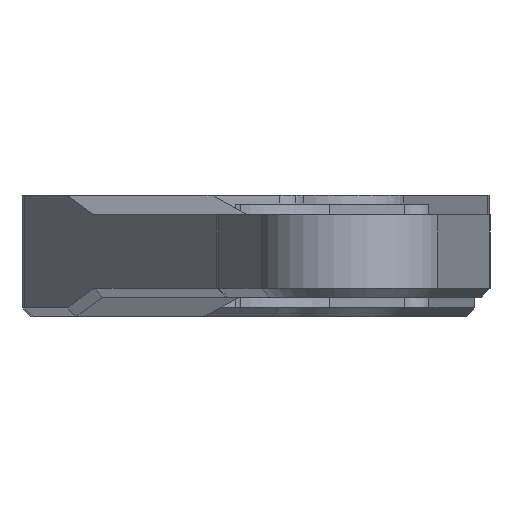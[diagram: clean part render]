
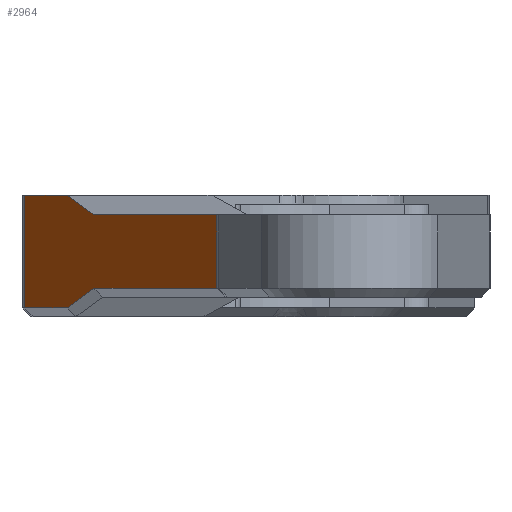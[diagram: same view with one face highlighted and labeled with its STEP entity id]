
A CAD part, left-side view. The second image highlights one B-rep face of the part: STEP entity #2964.
In plain terms, the highlighted planar face has unit normal (-0.242, 0.97, 0).
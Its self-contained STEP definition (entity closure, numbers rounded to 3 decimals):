
#37 = DIRECTION ( 'NONE',  ( 0., 0., 1. ) ) ;
#44 = VERTEX_POINT ( 'NONE', #917 ) ;
#111 = DIRECTION ( 'NONE',  ( 0., 0., 1. ) ) ;
#121 = DIRECTION ( 'NONE',  ( -0.956, -0.238, 0.174 ) ) ;
#172 = CARTESIAN_POINT ( 'NONE',  ( -2.335, 106.875, -21.53 ) ) ;
#207 = VECTOR ( 'NONE', #1904, 1000. ) ;
#275 = VECTOR ( 'NONE', #2429, 1000. ) ;
#451 = CARTESIAN_POINT ( 'NONE',  ( -148.847, 70.377, -4.5 ) ) ;
#552 = CARTESIAN_POINT ( 'NONE',  ( -148.338, 70.504, -30.97 ) ) ;
#562 = CARTESIAN_POINT ( 'NONE',  ( 22.262, 113.003, -26. ) ) ;
#586 = LINE ( 'NONE', #552, #3163 ) ;
#602 = CARTESIAN_POINT ( 'NONE',  ( -148.847, 70.377, -4.5 ) ) ;
#603 = AXIS2_PLACEMENT_3D ( 'NONE', #2986, #1322, #3653 ) ;
#630 = LINE ( 'NONE', #3578, #207 ) ;
#797 = CARTESIAN_POINT ( 'NONE',  ( -148.847, 70.377, -28. ) ) ;
#801 = CARTESIAN_POINT ( 'NONE',  ( -148.847, 70.377, 0. ) ) ;
#874 = LINE ( 'NONE', #2542, #4261 ) ;
#917 = CARTESIAN_POINT ( 'NONE',  ( 61.681, 122.822, 0. ) ) ;
#935 = VECTOR ( 'NONE', #121, 1000. ) ;
#1013 = ORIENTED_EDGE ( 'NONE', *, *, #3777, .T. ) ;
#1069 = DIRECTION ( 'NONE',  ( -0.97, -0.242, 0. ) ) ;
#1078 = CARTESIAN_POINT ( 'NONE',  ( -148.847, 70.377, -21.5 ) ) ;
#1090 = VECTOR ( 'NONE', #111, 1000. ) ;
#1091 = VERTEX_POINT ( 'NONE', #2337 ) ;
#1160 = EDGE_CURVE ( 'NONE', #1441, #1371, #1602, .T. ) ;
#1207 = DIRECTION ( 'NONE',  ( -0.97, -0.242, 0. ) ) ;
#1322 = DIRECTION ( 'NONE',  ( -0.242, 0.97, 0. ) ) ;
#1325 = LINE ( 'NONE', #1739, #3817 ) ;
#1326 = ORIENTED_EDGE ( 'NONE', *, *, #3581, .F. ) ;
#1328 = EDGE_CURVE ( 'NONE', #44, #1091, #2004, .T. ) ;
#1371 = VERTEX_POINT ( 'NONE', #602 ) ;
#1441 = VERTEX_POINT ( 'NONE', #1862 ) ;
#1444 = VERTEX_POINT ( 'NONE', #4177 ) ;
#1488 = LINE ( 'NONE', #172, #935 ) ;
#1602 = LINE ( 'NONE', #451, #3795 ) ;
#1613 = VERTEX_POINT ( 'NONE', #2960 ) ;
#1739 = CARTESIAN_POINT ( 'NONE',  ( 61.681, 122.822, -28. ) ) ;
#1778 = VERTEX_POINT ( 'NONE', #1078 ) ;
#1862 = CARTESIAN_POINT ( 'NONE',  ( -2.672, 106.791, -4.5 ) ) ;
#1904 = DIRECTION ( 'NONE',  ( -0.97, -0.242, 0. ) ) ;
#1946 = PLANE ( 'NONE',  #603 ) ;
#2004 = LINE ( 'NONE', #801, #275 ) ;
#2142 = FACE_OUTER_BOUND ( 'NONE', #2785, .T. ) ;
#2275 = ORIENTED_EDGE ( 'NONE', *, *, #4206, .F. ) ;
#2337 = CARTESIAN_POINT ( 'NONE',  ( 22.092, 112.96, 0. ) ) ;
#2368 = EDGE_CURVE ( 'NONE', #1613, #1778, #630, .T. ) ;
#2429 = DIRECTION ( 'NONE',  ( -0.97, -0.242, 0. ) ) ;
#2542 = CARTESIAN_POINT ( 'NONE',  ( -148.847, 70.377, -26. ) ) ;
#2546 = ORIENTED_EDGE ( 'NONE', *, *, #2368, .T. ) ;
#2673 = EDGE_CURVE ( 'NONE', #2841, #1613, #1488, .T. ) ;
#2785 = EDGE_LOOP ( 'NONE', ( #3975, #2546, #2924, #3771, #2275, #3241, #1326, #1013 ) ) ;
#2841 = VERTEX_POINT ( 'NONE', #562 ) ;
#2911 = LINE ( 'NONE', #797, #1090 ) ;
#2924 = ORIENTED_EDGE ( 'NONE', *, *, #4131, .T. ) ;
#2960 = CARTESIAN_POINT ( 'NONE',  ( -2.502, 106.834, -21.5 ) ) ;
#2964 = ADVANCED_FACE ( 'NONE', ( #2142 ), #1946, .T. ) ;
#2986 = CARTESIAN_POINT ( 'NONE',  ( -148.847, 70.377, -28. ) ) ;
#3163 = VECTOR ( 'NONE', #4147, 1000. ) ;
#3241 = ORIENTED_EDGE ( 'NONE', *, *, #1328, .F. ) ;
#3578 = CARTESIAN_POINT ( 'NONE',  ( -148.847, 70.377, -21.5 ) ) ;
#3581 = EDGE_CURVE ( 'NONE', #1444, #44, #1325, .T. ) ;
#3653 = DIRECTION ( 'NONE',  ( -0.97, -0.242, 0. ) ) ;
#3771 = ORIENTED_EDGE ( 'NONE', *, *, #1160, .F. ) ;
#3777 = EDGE_CURVE ( 'NONE', #1444, #2841, #874, .T. ) ;
#3795 = VECTOR ( 'NONE', #1069, 1000. ) ;
#3817 = VECTOR ( 'NONE', #37, 1000. ) ;
#3975 = ORIENTED_EDGE ( 'NONE', *, *, #2673, .T. ) ;
#4131 = EDGE_CURVE ( 'NONE', #1778, #1371, #2911, .T. ) ;
#4147 = DIRECTION ( 'NONE',  ( -0.956, -0.238, -0.174 ) ) ;
#4177 = CARTESIAN_POINT ( 'NONE',  ( 61.681, 122.822, -26. ) ) ;
#4206 = EDGE_CURVE ( 'NONE', #1091, #1441, #586, .T. ) ;
#4261 = VECTOR ( 'NONE', #1207, 1000. ) ;
